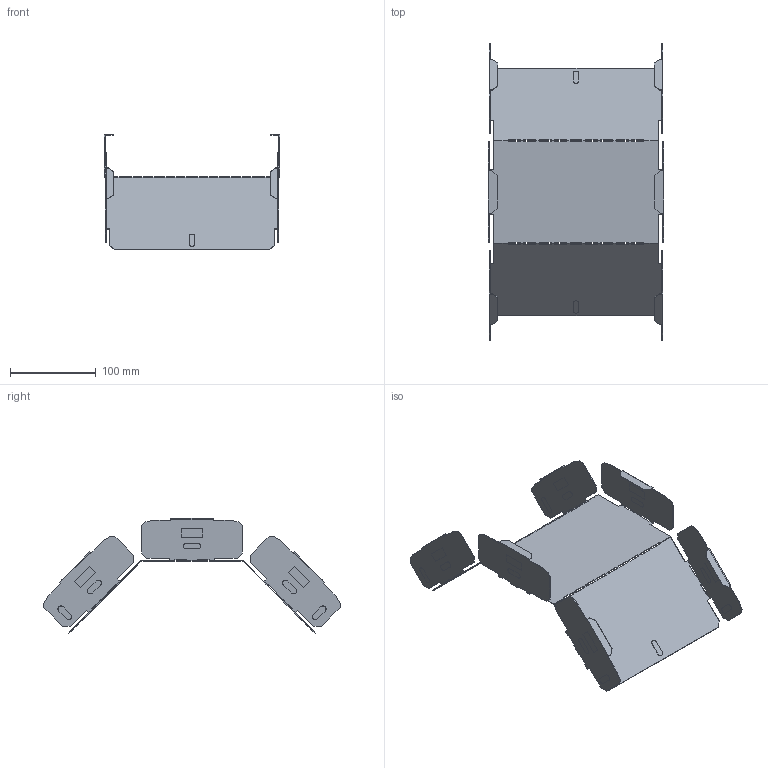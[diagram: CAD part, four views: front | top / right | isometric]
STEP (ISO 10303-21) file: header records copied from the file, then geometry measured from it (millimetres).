
FILE_DESCRIPTION(/* description */ (''),/* implementation_level */ '2;1');
FILE_NAME(/* name */ '485238.stp',/* time_stamp */ '2023-12-19T13:47:43+01:00',/* author */ ('bonnaudn'),/* organization */ (''),/* preprocessor_version */ 'ST-DEVELOPER v19.2',/* originating_system */ 'AutoCAD Mechanical',/* authorisation */ '');
FILE_SCHEMA (('AUTOMOTIVE_DESIGN { 1 0 10303 214 3 1 1 }'));
Length unit declared in the file: millimetre
Products named in the file (1): Product
Bounding box: 204.79 x 346.09 x 134.46 mm (x, y, z)
Volume: 83255.9 mm3; surface area: 216956.4 mm2
Topology: 1 solids, 37 shells, 316 faces, 1158 edges, 820 vertices
Faces by surface type: plane 316
Entity records: 12331 total; most frequent: CARTESIAN_POINT 2295, ORIENTED_EDGE 2172, DIRECTION 1840, EDGE_CURVE 1158, LINE 1110, VECTOR 1110, VERTEX_POINT 820, AXIS2_PLACEMENT_3D 365
